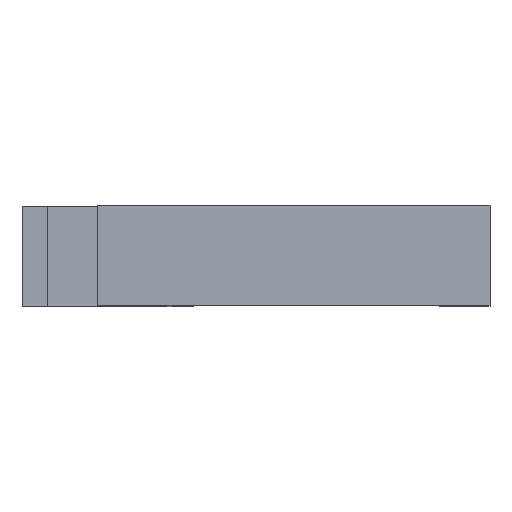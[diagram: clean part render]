
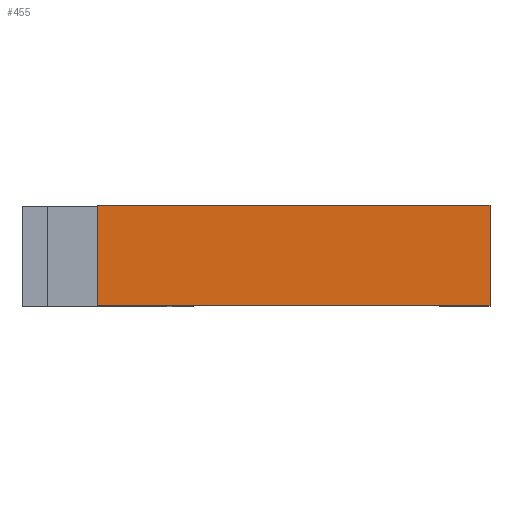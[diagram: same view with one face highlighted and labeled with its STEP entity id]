
A CAD part, top view. The second image highlights one B-rep face of the part: STEP entity #455.
In plain terms, the highlighted planar face has unit normal (0, 0, 1).
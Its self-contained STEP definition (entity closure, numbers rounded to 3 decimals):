
#34=FACE_OUTER_BOUND('',#57,.T.);
#57=EDGE_LOOP('',(#355,#356,#357,#358));
#110=LINE('',#713,#171);
#111=LINE('',#716,#172);
#112=LINE('',#718,#173);
#113=LINE('',#719,#174);
#171=VECTOR('',#585,10.);
#172=VECTOR('',#588,10.);
#173=VECTOR('',#589,10.);
#174=VECTOR('',#590,10.);
#218=VERTEX_POINT('',#709);
#219=VERTEX_POINT('',#711);
#220=VERTEX_POINT('',#715);
#221=VERTEX_POINT('',#717);
#276=EDGE_CURVE('',#218,#219,#110,.T.);
#277=EDGE_CURVE('',#220,#218,#111,.T.);
#278=EDGE_CURVE('',#221,#219,#112,.T.);
#279=EDGE_CURVE('',#220,#221,#113,.T.);
#355=ORIENTED_EDGE('',*,*,#277,.T.);
#356=ORIENTED_EDGE('',*,*,#276,.T.);
#357=ORIENTED_EDGE('',*,*,#278,.F.);
#358=ORIENTED_EDGE('',*,*,#279,.F.);
#432=PLANE('',#494);
#455=ADVANCED_FACE('',(#34),#432,.T.);
#494=AXIS2_PLACEMENT_3D('',#714,#586,#587);
#585=DIRECTION('',(0.,-1.,0.));
#586=DIRECTION('center_axis',(0.,0.,1.));
#587=DIRECTION('ref_axis',(-1.,0.,0.));
#588=DIRECTION('',(-1.,0.,0.));
#589=DIRECTION('',(-1.,0.,0.));
#590=DIRECTION('',(0.,-1.,0.));
#709=CARTESIAN_POINT('',(0.5,0.,59.));
#711=CARTESIAN_POINT('',(0.5,-10.,59.));
#713=CARTESIAN_POINT('',(0.5,0.,59.));
#714=CARTESIAN_POINT('Origin',(39.5,0.,59.));
#715=CARTESIAN_POINT('',(39.5,0.,59.));
#716=CARTESIAN_POINT('',(39.5,0.,59.));
#717=CARTESIAN_POINT('',(39.5,-10.,59.));
#718=CARTESIAN_POINT('',(39.5,-10.,59.));
#719=CARTESIAN_POINT('',(39.5,0.,59.));
